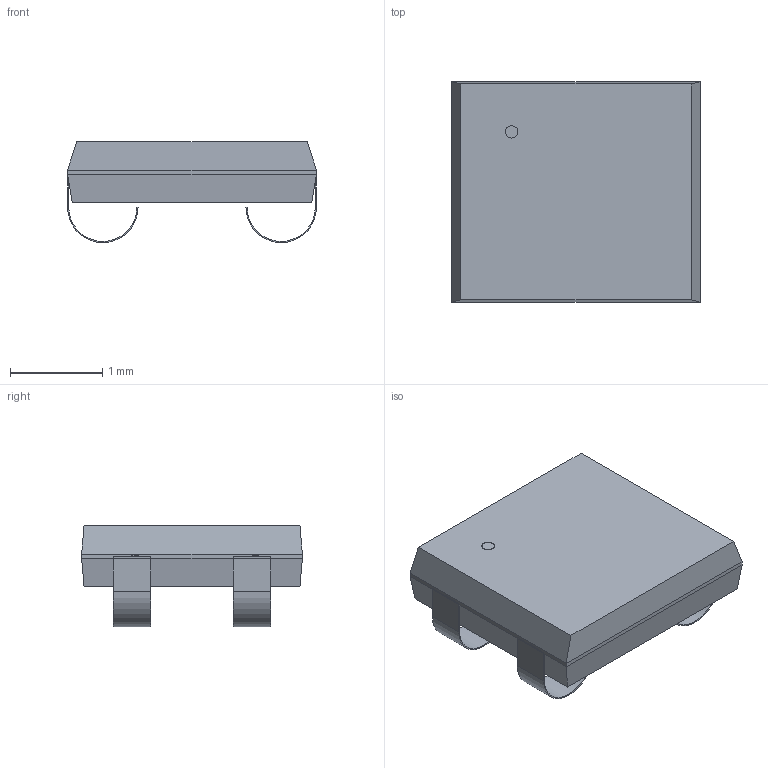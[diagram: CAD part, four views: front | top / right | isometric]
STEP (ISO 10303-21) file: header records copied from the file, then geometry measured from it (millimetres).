
FILE_DESCRIPTION(('STEP AP214'),'1');
FILE_NAME('3484_ADA','2024-06-22T12:45:14',(''),(''),'','','');
FILE_SCHEMA(('AUTOMOTIVE_DESIGN'));
Length unit declared in the file: millimetre
Products named in the file (1): product
Bounding box: 2.69 x 2.39 x 1.09 mm (x, y, z)
Volume: 4.1 mm3; surface area: 23.9 mm2
Topology: 6 solids, 6 shells, 69 faces, 127 edges, 70 vertices
Faces by surface type: plane 60, cylinder 9
Full cylindrical faces by diameter (mm): 0.135 x1
Entity records: 1725 total; most frequent: DIRECTION 278, ORIENTED_EDGE 268, CARTESIAN_POINT 151, EDGE_CURVE 126, LINE 108, VECTOR 108, AXIS2_PLACEMENT_3D 85, VERTEX_POINT 74
